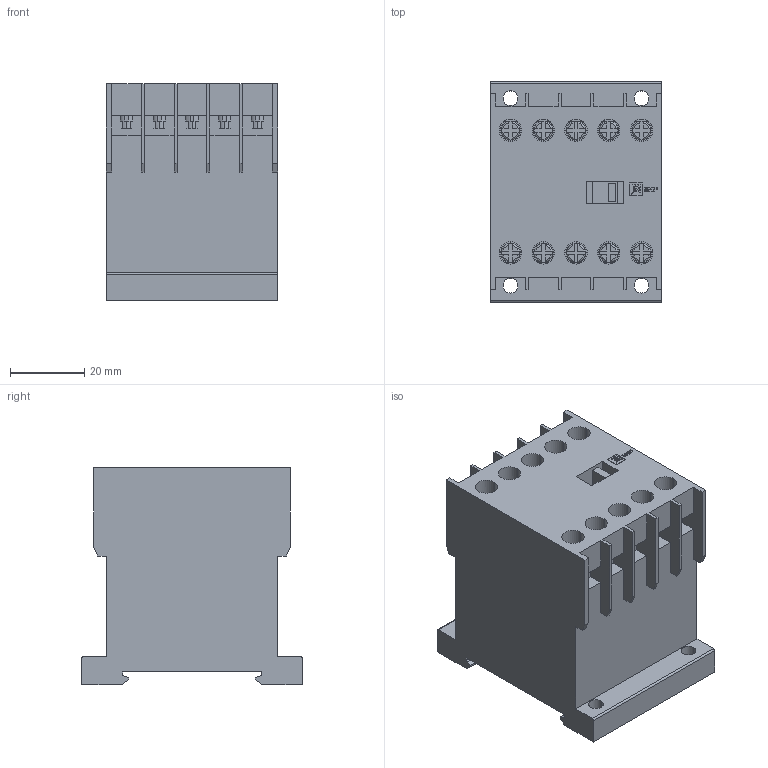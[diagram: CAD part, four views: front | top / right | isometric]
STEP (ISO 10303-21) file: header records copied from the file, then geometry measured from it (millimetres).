
FILE_DESCRIPTION (( 'STEP AP203' ), '1' );
FILE_NAME ('Ìèíèêîíòàêòîð ÌÊÝ 6-16À 1NO.STEP', '2018-09-04T06:33:29', ( '' ), ( '' ), 'SwSTEP 2.0', 'SolidWorks 2017', '' );
FILE_SCHEMA (( 'CONFIG_CONTROL_DESIGN' ));
Length unit declared in the file: millimetre
Products named in the file (1): Ìèíèêîíòàêòîð ÌÊÝ 6-16À 1NO
Bounding box: 46 x 59.3 x 58.3 mm (x, y, z)
Volume: 117751.8 mm3; surface area: 23313.8 mm2
Topology: 1 solids, 1 shells, 479 faces, 1413 edges, 937 vertices
Faces by surface type: plane 334, cylinder 87, torus 40, bspline 18
Entity records: 16839 total; most frequent: CARTESIAN_POINT 3896, ORIENTED_EDGE 2826, DIRECTION 2540, EDGE_CURVE 1413, VECTOR 978, LINE 978, VERTEX_POINT 937, AXIS2_PLACEMENT_3D 781
